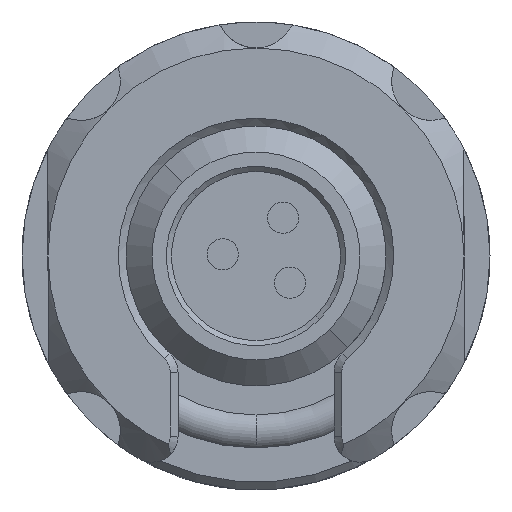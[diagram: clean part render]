
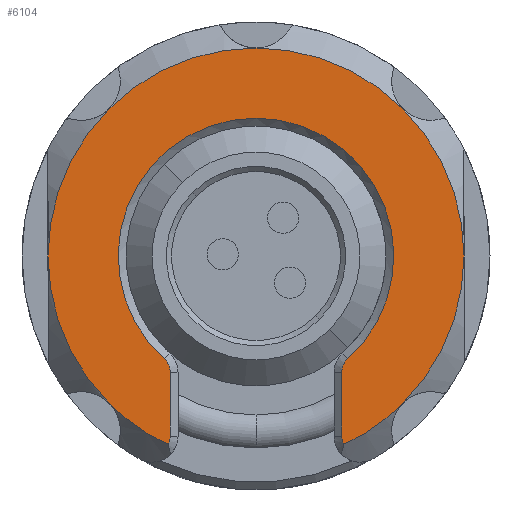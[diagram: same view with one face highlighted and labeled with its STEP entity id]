
A CAD part, front view. The second image highlights one B-rep face of the part: STEP entity #6104.
In plain terms, the highlighted planar face has unit normal (0, -1, 0).
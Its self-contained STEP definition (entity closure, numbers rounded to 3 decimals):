
#16 = VERTEX_POINT ( 'NONE', #4266 ) ;
#145 = VERTEX_POINT ( 'NONE', #432 ) ;
#156 = CIRCLE ( 'NONE', #5580, 0.7 ) ;
#185 = CARTESIAN_POINT ( 'NONE',  ( 4., -10.652, -4.472 ) ) ;
#251 = ORIENTED_EDGE ( 'NONE', *, *, #2749, .T. ) ;
#300 = CARTESIAN_POINT ( 'NONE',  ( 5.657, -10.652, -5.657 ) ) ;
#336 = VERTEX_POINT ( 'NONE', #300 ) ;
#364 = CIRCLE ( 'NONE', #3964, 0.7 ) ;
#418 = DIRECTION ( 'NONE',  ( 0., 1., 0. ) ) ;
#432 = CARTESIAN_POINT ( 'NONE',  ( 3.379, -10.652, -7.251 ) ) ;
#442 = EDGE_CURVE ( 'NONE', #4525, #5954, #2834, .T. ) ;
#515 = DIRECTION ( 'NONE',  ( 0., -1., 0. ) ) ;
#518 = ORIENTED_EDGE ( 'NONE', *, *, #2974, .T. ) ;
#606 = CARTESIAN_POINT ( 'NONE',  ( 0., -10.652, 0. ) ) ;
#637 = ORIENTED_EDGE ( 'NONE', *, *, #3907, .T. ) ;
#690 = DIRECTION ( 'NONE',  ( -0.707, 0., -0.707 ) ) ;
#692 = CARTESIAN_POINT ( 'NONE',  ( 0., -10.652, 0. ) ) ;
#716 = EDGE_LOOP ( 'NONE', ( #3368, #3254, #5974, #251, #4222, #3205, #637, #518, #745, #4876, #963, #3510, #2180, #4184, #2863 ) ) ;
#725 = DIRECTION ( 'NONE',  ( 0., -1., 0. ) ) ;
#740 = CIRCLE ( 'NONE', #1043, 8. ) ;
#745 = ORIENTED_EDGE ( 'NONE', *, *, #3069, .T. ) ;
#795 = DIRECTION ( 'NONE',  ( -0.707, 0., -0.707 ) ) ;
#803 = CARTESIAN_POINT ( 'NONE',  ( 3.3, -10.652, -4.472 ) ) ;
#923 = AXIS2_PLACEMENT_3D ( 'NONE', #5665, #4372, #1497 ) ;
#963 = ORIENTED_EDGE ( 'NONE', *, *, #5898, .T. ) ;
#989 = CIRCLE ( 'NONE', #3792, 8. ) ;
#1043 = AXIS2_PLACEMENT_3D ( 'NONE', #606, #515, #3431 ) ;
#1090 = DIRECTION ( 'NONE',  ( 0., -1., 0. ) ) ;
#1148 = CARTESIAN_POINT ( 'NONE',  ( 8., -10.652, 0. ) ) ;
#1191 = DIRECTION ( 'NONE',  ( 0., -1., 0. ) ) ;
#1257 = DIRECTION ( 'NONE',  ( 0., -1., 0. ) ) ;
#1288 = CIRCLE ( 'NONE', #2183, 8. ) ;
#1425 = DIRECTION ( 'NONE',  ( 0., 0., -1. ) ) ;
#1449 = DIRECTION ( 'NONE',  ( 0., 0., 1. ) ) ;
#1491 = CIRCLE ( 'NONE', #3892, 8. ) ;
#1497 = DIRECTION ( 'NONE',  ( -0.707, 0., -0.707 ) ) ;
#1498 = AXIS2_PLACEMENT_3D ( 'NONE', #1699, #4177, #795 ) ;
#1568 = AXIS2_PLACEMENT_3D ( 'NONE', #2470, #2501, #5940 ) ;
#1620 = EDGE_CURVE ( 'NONE', #5954, #4293, #989, .T. ) ;
#1661 = EDGE_CURVE ( 'NONE', #145, #336, #3394, .T. ) ;
#1695 = CARTESIAN_POINT ( 'NONE',  ( 0., -10.652, 0. ) ) ;
#1699 = CARTESIAN_POINT ( 'NONE',  ( 0., -10.652, 0. ) ) ;
#1796 = DIRECTION ( 'NONE',  ( -0.707, 0., -0.707 ) ) ;
#1847 = CARTESIAN_POINT ( 'NONE',  ( 5.657, -10.652, 5.657 ) ) ;
#1887 = VECTOR ( 'NONE', #4952, 1000. ) ;
#1891 = CARTESIAN_POINT ( 'NONE',  ( -3.3, -10.652, -4.472 ) ) ;
#1946 = CARTESIAN_POINT ( 'NONE',  ( -3.533, -10.652, -3.95 ) ) ;
#2133 = DIRECTION ( 'NONE',  ( 0., -1., 0. ) ) ;
#2136 = CARTESIAN_POINT ( 'NONE',  ( -5.657, -10.652, 5.657 ) ) ;
#2180 = ORIENTED_EDGE ( 'NONE', *, *, #4176, .T. ) ;
#2183 = AXIS2_PLACEMENT_3D ( 'NONE', #6055, #3734, #5654 ) ;
#2239 = DIRECTION ( 'NONE',  ( 0., 0., -1. ) ) ;
#2292 = CARTESIAN_POINT ( 'NONE',  ( 3.533, -10.652, -3.95 ) ) ;
#2307 = EDGE_CURVE ( 'NONE', #4431, #4249, #4259, .T. ) ;
#2470 = CARTESIAN_POINT ( 'NONE',  ( 0., -10.652, 0. ) ) ;
#2501 = DIRECTION ( 'NONE',  ( 0., -1., 0. ) ) ;
#2541 = VERTEX_POINT ( 'NONE', #2136 ) ;
#2573 = CARTESIAN_POINT ( 'NONE',  ( -4., -10.652, -6.928 ) ) ;
#2614 = DIRECTION ( 'NONE',  ( -0.707, 0., -0.707 ) ) ;
#2637 = DIRECTION ( 'NONE',  ( 0., 0., -1. ) ) ;
#2717 = CARTESIAN_POINT ( 'NONE',  ( 4., -10.652, -6.928 ) ) ;
#2749 = EDGE_CURVE ( 'NONE', #336, #4525, #1288, .T. ) ;
#2834 = CIRCLE ( 'NONE', #923, 8. ) ;
#2863 = ORIENTED_EDGE ( 'NONE', *, *, #5848, .T. ) ;
#2867 = EDGE_CURVE ( 'NONE', #5743, #4034, #3513, .T. ) ;
#2947 = FACE_OUTER_BOUND ( 'NONE', #716, .T. ) ;
#2974 = EDGE_CURVE ( 'NONE', #2541, #4012, #3789, .T. ) ;
#3008 = DIRECTION ( 'NONE',  ( -0.707, 0., -0.707 ) ) ;
#3069 = EDGE_CURVE ( 'NONE', #4012, #6012, #1491, .T. ) ;
#3072 = AXIS2_PLACEMENT_3D ( 'NONE', #4272, #418, #1425 ) ;
#3137 = DIRECTION ( 'NONE',  ( 0., -1., 0. ) ) ;
#3164 = VERTEX_POINT ( 'NONE', #4254 ) ;
#3205 = ORIENTED_EDGE ( 'NONE', *, *, #1620, .T. ) ;
#3254 = ORIENTED_EDGE ( 'NONE', *, *, #5434, .T. ) ;
#3368 = ORIENTED_EDGE ( 'NONE', *, *, #2867, .T. ) ;
#3394 = CIRCLE ( 'NONE', #1498, 8. ) ;
#3431 = DIRECTION ( 'NONE',  ( -0.707, 0., -0.707 ) ) ;
#3510 = ORIENTED_EDGE ( 'NONE', *, *, #4032, .T. ) ;
#3513 = LINE ( 'NONE', #5456, #1887 ) ;
#3604 = DIRECTION ( 'NONE',  ( 0., -1., 0. ) ) ;
#3734 = DIRECTION ( 'NONE',  ( 0., -1., 0. ) ) ;
#3741 = CIRCLE ( 'NONE', #4043, 0.7 ) ;
#3755 = CARTESIAN_POINT ( 'NONE',  ( -5.657, -10.652, -5.657 ) ) ;
#3789 = CIRCLE ( 'NONE', #4386, 8. ) ;
#3792 = AXIS2_PLACEMENT_3D ( 'NONE', #692, #2133, #2614 ) ;
#3801 = CARTESIAN_POINT ( 'NONE',  ( 3.3, -10.652, -6.928 ) ) ;
#3892 = AXIS2_PLACEMENT_3D ( 'NONE', #5557, #1257, #1796 ) ;
#3907 = EDGE_CURVE ( 'NONE', #4293, #2541, #740, .T. ) ;
#3964 = AXIS2_PLACEMENT_3D ( 'NONE', #2573, #4007, #2637 ) ;
#4007 = DIRECTION ( 'NONE',  ( 0., -1., 0. ) ) ;
#4012 = VERTEX_POINT ( 'NONE', #5363 ) ;
#4032 = EDGE_CURVE ( 'NONE', #3164, #16, #6175, .T. ) ;
#4034 = VERTEX_POINT ( 'NONE', #3801 ) ;
#4039 = DIRECTION ( 'NONE',  ( 0., 0., -1. ) ) ;
#4043 = AXIS2_PLACEMENT_3D ( 'NONE', #4415, #3604, #4039 ) ;
#4137 = DIRECTION ( 'NONE',  ( 0., 0., -1. ) ) ;
#4176 = EDGE_CURVE ( 'NONE', #16, #4431, #3741, .T. ) ;
#4177 = DIRECTION ( 'NONE',  ( 0., -1., 0. ) ) ;
#4179 = CIRCLE ( 'NONE', #1568, 8. ) ;
#4184 = ORIENTED_EDGE ( 'NONE', *, *, #2307, .T. ) ;
#4222 = ORIENTED_EDGE ( 'NONE', *, *, #442, .T. ) ;
#4249 = VERTEX_POINT ( 'NONE', #2292 ) ;
#4254 = CARTESIAN_POINT ( 'NONE',  ( -3.3, -10.652, -6.928 ) ) ;
#4259 = CIRCLE ( 'NONE', #3072, 5.3 ) ;
#4266 = CARTESIAN_POINT ( 'NONE',  ( -3.3, -10.652, -4.472 ) ) ;
#4272 = CARTESIAN_POINT ( 'NONE',  ( 0., -10.652, 0. ) ) ;
#4293 = VERTEX_POINT ( 'NONE', #5644 ) ;
#4372 = DIRECTION ( 'NONE',  ( 0., -1., 0. ) ) ;
#4373 = AXIS2_PLACEMENT_3D ( 'NONE', #2717, #725, #2239 ) ;
#4386 = AXIS2_PLACEMENT_3D ( 'NONE', #1695, #3137, #690 ) ;
#4415 = CARTESIAN_POINT ( 'NONE',  ( -4., -10.652, -4.472 ) ) ;
#4431 = VERTEX_POINT ( 'NONE', #1946 ) ;
#4525 = VERTEX_POINT ( 'NONE', #1148 ) ;
#4852 = VERTEX_POINT ( 'NONE', #5325 ) ;
#4876 = ORIENTED_EDGE ( 'NONE', *, *, #4898, .T. ) ;
#4898 = EDGE_CURVE ( 'NONE', #6012, #4852, #4179, .T. ) ;
#4952 = DIRECTION ( 'NONE',  ( 0., 0., -1. ) ) ;
#5162 = CIRCLE ( 'NONE', #4373, 0.7 ) ;
#5170 = AXIS2_PLACEMENT_3D ( 'NONE', #5804, #1090, #3008 ) ;
#5325 = CARTESIAN_POINT ( 'NONE',  ( -3.379, -10.652, -7.251 ) ) ;
#5363 = CARTESIAN_POINT ( 'NONE',  ( -8., -10.652, 0. ) ) ;
#5387 = PLANE ( 'NONE',  #5170 ) ;
#5434 = EDGE_CURVE ( 'NONE', #4034, #145, #5162, .T. ) ;
#5456 = CARTESIAN_POINT ( 'NONE',  ( 3.3, -10.652, -6.928 ) ) ;
#5557 = CARTESIAN_POINT ( 'NONE',  ( 0., -10.652, 0. ) ) ;
#5580 = AXIS2_PLACEMENT_3D ( 'NONE', #185, #1191, #4137 ) ;
#5644 = CARTESIAN_POINT ( 'NONE',  ( 0., -10.652, 8. ) ) ;
#5654 = DIRECTION ( 'NONE',  ( -0.707, 0., -0.707 ) ) ;
#5665 = CARTESIAN_POINT ( 'NONE',  ( 0., -10.652, 0. ) ) ;
#5743 = VERTEX_POINT ( 'NONE', #803 ) ;
#5804 = CARTESIAN_POINT ( 'NONE',  ( 0., -10.652, 0. ) ) ;
#5847 = VECTOR ( 'NONE', #1449, 1000. ) ;
#5848 = EDGE_CURVE ( 'NONE', #4249, #5743, #156, .T. ) ;
#5898 = EDGE_CURVE ( 'NONE', #4852, #3164, #364, .T. ) ;
#5940 = DIRECTION ( 'NONE',  ( -0.707, 0., -0.707 ) ) ;
#5954 = VERTEX_POINT ( 'NONE', #1847 ) ;
#5974 = ORIENTED_EDGE ( 'NONE', *, *, #1661, .T. ) ;
#6012 = VERTEX_POINT ( 'NONE', #3755 ) ;
#6055 = CARTESIAN_POINT ( 'NONE',  ( 0., -10.652, 0. ) ) ;
#6104 = ADVANCED_FACE ( 'NONE', ( #2947 ), #5387, .T. ) ;
#6175 = LINE ( 'NONE', #1891, #5847 ) ;
